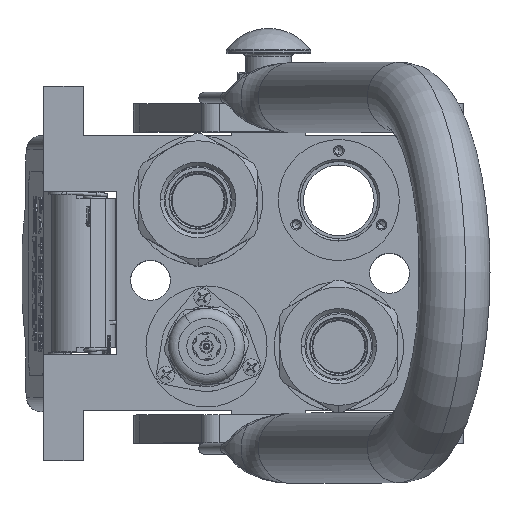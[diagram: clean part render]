
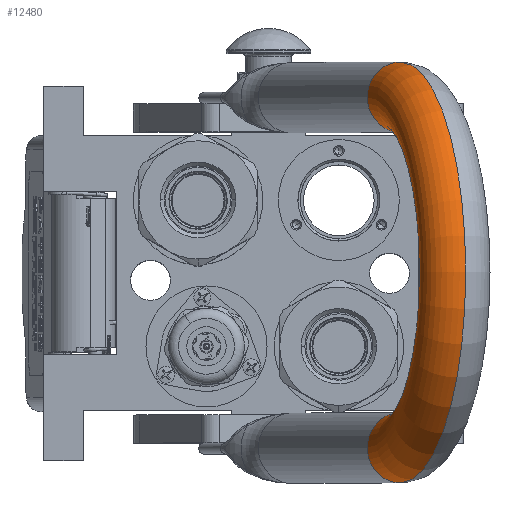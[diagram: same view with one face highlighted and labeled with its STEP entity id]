
A CAD part, top view. The second image highlights one B-rep face of the part: STEP entity #12480.
In plain terms, the highlighted toroidal (fillet/blend) face has major radius 62.25 mm and minor radius 12.5 mm.
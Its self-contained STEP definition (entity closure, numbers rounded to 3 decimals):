
#1791 = CARTESIAN_POINT ( 'NONE',  ( -49.75, 0., 125.25 ) ) ;
#2545 = DIRECTION ( 'NONE',  ( -1., 0., 0. ) ) ;
#11171 = AXIS2_PLACEMENT_3D ( 'NONE', #85681, #27521, #106319 ) ;
#12480 = ADVANCED_FACE ( 'NONE', ( #16989 ), #82179, .T. ) ;
#16989 = FACE_OUTER_BOUND ( 'NONE', #28149, .T. ) ;
#24782 = CARTESIAN_POINT ( 'NONE',  ( -74.75, 0., 125.25 ) ) ;
#24965 = CARTESIAN_POINT ( 'NONE',  ( 49.75, 0., 125.25 ) ) ;
#26807 = CARTESIAN_POINT ( 'NONE',  ( 0., 0., 125.25 ) ) ;
#27521 = DIRECTION ( 'NONE',  ( 0., 0., -1. ) ) ;
#28149 = EDGE_LOOP ( 'NONE', ( #112175, #128350, #77001, #124617 ) ) ;
#36179 = CARTESIAN_POINT ( 'NONE',  ( -62.25, 0., 125.25 ) ) ;
#43160 = VERTEX_POINT ( 'NONE', #107270 ) ;
#43424 = CIRCLE ( 'NONE', #141001, 74.75 ) ;
#47638 = VERTEX_POINT ( 'NONE', #24782 ) ;
#49801 = CIRCLE ( 'NONE', #11171, 12.5 ) ;
#55570 = EDGE_CURVE ( 'NONE', #119601, #111884, #80411, .T. ) ;
#57843 = DIRECTION ( 'NONE',  ( -1., 0., 0. ) ) ;
#59800 = DIRECTION ( 'NONE',  ( 0., 0., 1. ) ) ;
#62144 = CIRCLE ( 'NONE', #105597, 12.5 ) ;
#72152 = DIRECTION ( 'NONE',  ( 1., 0., 0. ) ) ;
#75070 = AXIS2_PLACEMENT_3D ( 'NONE', #138425, #116292, #128083 ) ;
#77001 = ORIENTED_EDGE ( 'NONE', *, *, #91696, .F. ) ;
#80411 = CIRCLE ( 'NONE', #75070, 49.75 ) ;
#82179 = TOROIDAL_SURFACE ( 'NONE', #127309, 62.25, 12.5 ) ;
#85681 = CARTESIAN_POINT ( 'NONE',  ( 62.25, 0., 125.25 ) ) ;
#91696 = EDGE_CURVE ( 'NONE', #47638, #43160, #43424, .T. ) ;
#95751 = DIRECTION ( 'NONE',  ( 0., 1., 0. ) ) ;
#105597 = AXIS2_PLACEMENT_3D ( 'NONE', #36179, #59800, #57843 ) ;
#106319 = DIRECTION ( 'NONE',  ( 1., 0., 0. ) ) ;
#107270 = CARTESIAN_POINT ( 'NONE',  ( 74.75, 0., 125.25 ) ) ;
#109820 = EDGE_CURVE ( 'NONE', #47638, #119601, #62144, .T. ) ;
#111884 = VERTEX_POINT ( 'NONE', #24965 ) ;
#112175 = ORIENTED_EDGE ( 'NONE', *, *, #55570, .T. ) ;
#116292 = DIRECTION ( 'NONE',  ( 0., 1., 0. ) ) ;
#118211 = EDGE_CURVE ( 'NONE', #43160, #111884, #49801, .T. ) ;
#119601 = VERTEX_POINT ( 'NONE', #1791 ) ;
#124617 = ORIENTED_EDGE ( 'NONE', *, *, #109820, .T. ) ;
#127309 = AXIS2_PLACEMENT_3D ( 'NONE', #26807, #95751, #72152 ) ;
#128083 = DIRECTION ( 'NONE',  ( -1., 0., 0. ) ) ;
#128350 = ORIENTED_EDGE ( 'NONE', *, *, #118211, .F. ) ;
#137467 = CARTESIAN_POINT ( 'NONE',  ( 0., 0., 125.25 ) ) ;
#138425 = CARTESIAN_POINT ( 'NONE',  ( 0., 0., 125.25 ) ) ;
#138454 = DIRECTION ( 'NONE',  ( 0., 1., 0. ) ) ;
#141001 = AXIS2_PLACEMENT_3D ( 'NONE', #137467, #138454, #2545 ) ;
